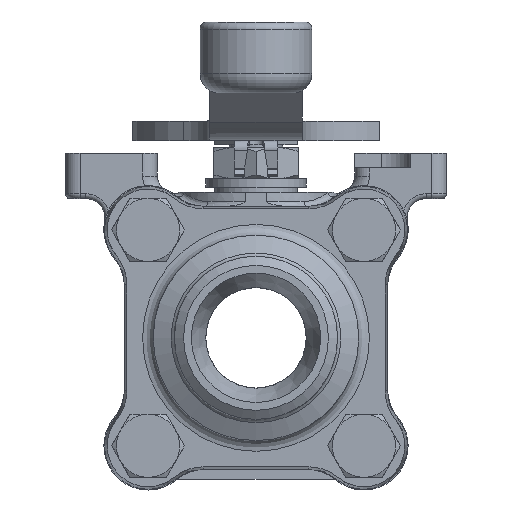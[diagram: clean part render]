
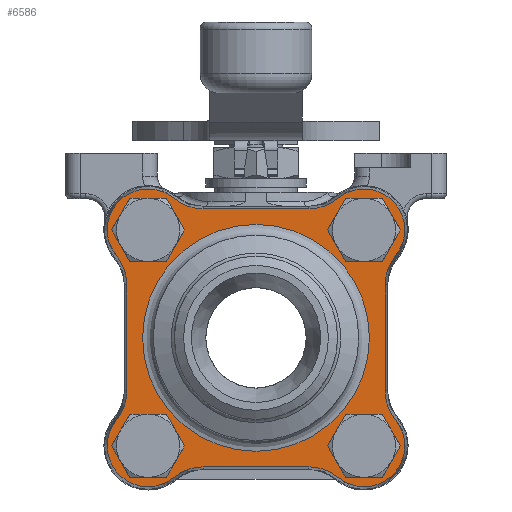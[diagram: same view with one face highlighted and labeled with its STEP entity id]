
A CAD part, front view. The second image highlights one B-rep face of the part: STEP entity #6586.
In plain terms, the highlighted face is planar.
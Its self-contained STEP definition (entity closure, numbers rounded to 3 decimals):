
#6368=CARTESIAN_POINT('',(0.,9.325,-23.35));
#6369=VERTEX_POINT('',#6368);
#6370=CARTESIAN_POINT('',(0.0,9.325,0.0));
#6371=DIRECTION('',(0.0,1.0,0.0));
#6372=DIRECTION('',(0.0,0.0,1.0));
#6373=AXIS2_PLACEMENT_3D('',#6370,#6371,#6372);
#6374=CIRCLE('',#6373,23.35);
#6375=EDGE_CURVE('',#6369,#6369,#6374,.T.);
#6392=CARTESIAN_POINT('',(0.0,9.325,0.));
#6393=DIRECTION('',(0.0,1.0,0.0));
#6394=DIRECTION('',(0.0,0.0,1.0));
#6395=AXIS2_PLACEMENT_3D('',#6392,#6393,#6394);
#6396=PLANE('',#6395);
#6397=CARTESIAN_POINT('',(-28.708,9.325,16.867));
#6398=VERTEX_POINT('',#6397);
#6399=CARTESIAN_POINT('',(-26.561,9.325,10.892));
#6400=VERTEX_POINT('',#6399);
#6401=CARTESIAN_POINT('',(-35.95,9.325,10.892));
#6402=DIRECTION('',(0.0,1.0,0.0));
#6403=DIRECTION('',(0.771,0.0,0.636));
#6404=AXIS2_PLACEMENT_3D('',#6401,#6402,#6403);
#6405=CIRCLE('',#6404,9.389);
#6406=EDGE_CURVE('',#6398,#6400,#6405,.T.);
#6407=ORIENTED_EDGE('',*,*,#6406,.F.);
#6408=CARTESIAN_POINT('',(-16.867,9.325,28.708));
#6409=VERTEX_POINT('',#6408);
#6410=CARTESIAN_POINT('',(-22.22,9.325,22.22));
#6411=DIRECTION('',(0.0,-1.0,0.0));
#6412=DIRECTION('',(0.771,0.0,0.636));
#6413=AXIS2_PLACEMENT_3D('',#6410,#6411,#6412);
#6414=CIRCLE('',#6413,8.411);
#6415=EDGE_CURVE('',#6409,#6398,#6414,.T.);
#6416=ORIENTED_EDGE('',*,*,#6415,.F.);
#6417=CARTESIAN_POINT('',(-10.892,9.325,26.561));
#6418=VERTEX_POINT('',#6417);
#6419=CARTESIAN_POINT('',(-10.892,9.325,35.95));
#6420=DIRECTION('',(0.0,1.0,0.0));
#6421=DIRECTION('',(0.0,0.0,-1.0));
#6422=AXIS2_PLACEMENT_3D('',#6419,#6420,#6421);
#6423=CIRCLE('',#6422,9.389);
#6424=EDGE_CURVE('',#6418,#6409,#6423,.T.);
#6425=ORIENTED_EDGE('',*,*,#6424,.F.);
#6426=CARTESIAN_POINT('',(10.892,9.325,26.561));
#6427=VERTEX_POINT('',#6426);
#6428=CARTESIAN_POINT('',(10.892,9.325,26.561));
#6429=DIRECTION('',(-1.0,0.0,0.0));
#6430=VECTOR('',#6429,21.784);
#6431=LINE('',#6428,#6430);
#6432=EDGE_CURVE('',#6427,#6418,#6431,.T.);
#6433=ORIENTED_EDGE('',*,*,#6432,.F.);
#6434=CARTESIAN_POINT('',(16.867,9.325,28.708));
#6435=VERTEX_POINT('',#6434);
#6436=CARTESIAN_POINT('',(10.892,9.325,35.95));
#6437=DIRECTION('',(0.0,1.0,0.0));
#6438=DIRECTION('',(0.636,0.0,-0.771));
#6439=AXIS2_PLACEMENT_3D('',#6436,#6437,#6438);
#6440=CIRCLE('',#6439,9.389);
#6441=EDGE_CURVE('',#6435,#6427,#6440,.T.);
#6442=ORIENTED_EDGE('',*,*,#6441,.F.);
#6443=CARTESIAN_POINT('',(28.708,9.325,16.867));
#6444=VERTEX_POINT('',#6443);
#6445=CARTESIAN_POINT('',(22.22,9.325,22.22));
#6446=DIRECTION('',(0.0,-1.,0.0));
#6447=DIRECTION('',(0.636,0.0,-0.771));
#6448=AXIS2_PLACEMENT_3D('',#6445,#6446,#6447);
#6449=CIRCLE('',#6448,8.411);
#6450=EDGE_CURVE('',#6444,#6435,#6449,.T.);
#6451=ORIENTED_EDGE('',*,*,#6450,.F.);
#6452=CARTESIAN_POINT('',(26.561,9.325,10.892));
#6453=VERTEX_POINT('',#6452);
#6454=CARTESIAN_POINT('',(35.95,9.325,10.892));
#6455=DIRECTION('',(0.0,1.0,0.0));
#6456=DIRECTION('',(-1.0,0.0,0.0));
#6457=AXIS2_PLACEMENT_3D('',#6454,#6455,#6456);
#6458=CIRCLE('',#6457,9.389);
#6459=EDGE_CURVE('',#6453,#6444,#6458,.T.);
#6460=ORIENTED_EDGE('',*,*,#6459,.F.);
#6461=CARTESIAN_POINT('',(26.561,9.325,-10.892));
#6462=VERTEX_POINT('',#6461);
#6463=CARTESIAN_POINT('',(26.561,9.325,-10.892));
#6464=DIRECTION('',(0.0,0.0,1.0));
#6465=VECTOR('',#6464,21.784);
#6466=LINE('',#6463,#6465);
#6467=EDGE_CURVE('',#6462,#6453,#6466,.T.);
#6468=ORIENTED_EDGE('',*,*,#6467,.F.);
#6469=CARTESIAN_POINT('',(28.708,9.325,-16.867));
#6470=VERTEX_POINT('',#6469);
#6471=CARTESIAN_POINT('',(35.95,9.325,-10.892));
#6472=DIRECTION('',(0.0,1.,0.0));
#6473=DIRECTION('',(-0.771,0.0,-0.636));
#6474=AXIS2_PLACEMENT_3D('',#6471,#6472,#6473);
#6475=CIRCLE('',#6474,9.389);
#6476=EDGE_CURVE('',#6470,#6462,#6475,.T.);
#6477=ORIENTED_EDGE('',*,*,#6476,.F.);
#6478=CARTESIAN_POINT('',(16.867,9.325,-28.708));
#6479=VERTEX_POINT('',#6478);
#6480=CARTESIAN_POINT('',(22.22,9.325,-22.22));
#6481=DIRECTION('',(0.0,-1.,0.0));
#6482=DIRECTION('',(-0.771,0.0,-0.636));
#6483=AXIS2_PLACEMENT_3D('',#6480,#6481,#6482);
#6484=CIRCLE('',#6483,8.411);
#6485=EDGE_CURVE('',#6479,#6470,#6484,.T.);
#6486=ORIENTED_EDGE('',*,*,#6485,.F.);
#6487=CARTESIAN_POINT('',(10.892,9.325,-26.561));
#6488=VERTEX_POINT('',#6487);
#6489=CARTESIAN_POINT('',(10.892,9.325,-35.95));
#6490=DIRECTION('',(0.0,1.0,0.0));
#6491=DIRECTION('',(0.0,0.0,1.0));
#6492=AXIS2_PLACEMENT_3D('',#6489,#6490,#6491);
#6493=CIRCLE('',#6492,9.389);
#6494=EDGE_CURVE('',#6488,#6479,#6493,.T.);
#6495=ORIENTED_EDGE('',*,*,#6494,.F.);
#6496=CARTESIAN_POINT('',(-10.892,9.325,-26.561));
#6497=VERTEX_POINT('',#6496);
#6498=CARTESIAN_POINT('',(-10.892,9.325,-26.561));
#6499=DIRECTION('',(1.0,0.0,0.0));
#6500=VECTOR('',#6499,21.784);
#6501=LINE('',#6498,#6500);
#6502=EDGE_CURVE('',#6497,#6488,#6501,.T.);
#6503=ORIENTED_EDGE('',*,*,#6502,.F.);
#6504=CARTESIAN_POINT('',(-16.867,9.325,-28.708));
#6505=VERTEX_POINT('',#6504);
#6506=CARTESIAN_POINT('',(-10.892,9.325,-35.95));
#6507=DIRECTION('',(0.0,1.0,0.0));
#6508=DIRECTION('',(-0.636,0.0,0.771));
#6509=AXIS2_PLACEMENT_3D('',#6506,#6507,#6508);
#6510=CIRCLE('',#6509,9.389);
#6511=EDGE_CURVE('',#6505,#6497,#6510,.T.);
#6512=ORIENTED_EDGE('',*,*,#6511,.F.);
#6513=CARTESIAN_POINT('',(-28.708,9.325,-16.867));
#6514=VERTEX_POINT('',#6513);
#6515=CARTESIAN_POINT('',(-22.22,9.325,-22.22));
#6516=DIRECTION('',(0.0,-1.0,0.0));
#6517=DIRECTION('',(-0.636,0.0,0.771));
#6518=AXIS2_PLACEMENT_3D('',#6515,#6516,#6517);
#6519=CIRCLE('',#6518,8.411);
#6520=EDGE_CURVE('',#6514,#6505,#6519,.T.);
#6521=ORIENTED_EDGE('',*,*,#6520,.F.);
#6522=CARTESIAN_POINT('',(-26.561,9.325,-10.892));
#6523=VERTEX_POINT('',#6522);
#6524=CARTESIAN_POINT('',(-35.95,9.325,-10.892));
#6525=DIRECTION('',(0.0,1.0,0.0));
#6526=DIRECTION('',(1.0,0.0,0.0));
#6527=AXIS2_PLACEMENT_3D('',#6524,#6525,#6526);
#6528=CIRCLE('',#6527,9.389);
#6529=EDGE_CURVE('',#6523,#6514,#6528,.T.);
#6530=ORIENTED_EDGE('',*,*,#6529,.F.);
#6531=CARTESIAN_POINT('',(-26.561,9.325,10.892));
#6532=DIRECTION('',(0.0,0.0,-1.0));
#6533=VECTOR('',#6532,21.784);
#6534=LINE('',#6531,#6533);
#6535=EDGE_CURVE('',#6400,#6523,#6534,.T.);
#6536=ORIENTED_EDGE('',*,*,#6535,.F.);
#6537=EDGE_LOOP('',(#6407,#6416,#6425,#6433,#6442,#6451,#6460,#6468,#6477,#6486,#6495,#6503,#6512,#6521,#6530,#6536));
#6538=FACE_OUTER_BOUND('',#6537,.T.);
#6539=CARTESIAN_POINT('',(-26.47,9.325,22.22));
#6540=VERTEX_POINT('',#6539);
#6541=CARTESIAN_POINT('',(-22.22,9.325,22.22));
#6542=DIRECTION('',(0.0,-1.0,0.0));
#6543=DIRECTION('',(1.0,0.0,0.0));
#6544=AXIS2_PLACEMENT_3D('',#6541,#6542,#6543);
#6545=CIRCLE('',#6544,4.25);
#6546=EDGE_CURVE('',#6540,#6540,#6545,.T.);
#6547=ORIENTED_EDGE('',*,*,#6546,.T.);
#6548=EDGE_LOOP('',(#6547));
#6549=FACE_BOUND('',#6548,.T.);
#6550=CARTESIAN_POINT('',(22.22,9.325,26.47));
#6551=VERTEX_POINT('',#6550);
#6552=CARTESIAN_POINT('',(22.22,9.325,22.22));
#6553=DIRECTION('',(0.0,-1.0,0.0));
#6554=DIRECTION('',(0.0,0.0,-1.0));
#6555=AXIS2_PLACEMENT_3D('',#6552,#6553,#6554);
#6556=CIRCLE('',#6555,4.25);
#6557=EDGE_CURVE('',#6551,#6551,#6556,.T.);
#6558=ORIENTED_EDGE('',*,*,#6557,.T.);
#6559=EDGE_LOOP('',(#6558));
#6560=FACE_BOUND('',#6559,.T.);
#6561=CARTESIAN_POINT('',(26.47,9.325,-22.22));
#6562=VERTEX_POINT('',#6561);
#6563=CARTESIAN_POINT('',(22.22,9.325,-22.22));
#6564=DIRECTION('',(0.0,-1.0,0.0));
#6565=DIRECTION('',(-1.0,0.0,0.0));
#6566=AXIS2_PLACEMENT_3D('',#6563,#6564,#6565);
#6567=CIRCLE('',#6566,4.25);
#6568=EDGE_CURVE('',#6562,#6562,#6567,.T.);
#6569=ORIENTED_EDGE('',*,*,#6568,.T.);
#6570=EDGE_LOOP('',(#6569));
#6571=FACE_BOUND('',#6570,.T.);
#6572=CARTESIAN_POINT('',(-22.22,9.325,-26.47));
#6573=VERTEX_POINT('',#6572);
#6574=CARTESIAN_POINT('',(-22.22,9.325,-22.22));
#6575=DIRECTION('',(0.0,-1.0,0.0));
#6576=DIRECTION('',(0.0,0.0,1.0));
#6577=AXIS2_PLACEMENT_3D('',#6574,#6575,#6576);
#6578=CIRCLE('',#6577,4.25);
#6579=EDGE_CURVE('',#6573,#6573,#6578,.T.);
#6580=ORIENTED_EDGE('',*,*,#6579,.T.);
#6581=EDGE_LOOP('',(#6580));
#6582=FACE_BOUND('',#6581,.T.);
#6583=ORIENTED_EDGE('',*,*,#6375,.F.);
#6584=EDGE_LOOP('',(#6583));
#6585=FACE_BOUND('',#6584,.T.);
#6586=ADVANCED_FACE('',(#6538,#6549,#6560,#6571,#6582,#6585),#6396,.T.);
